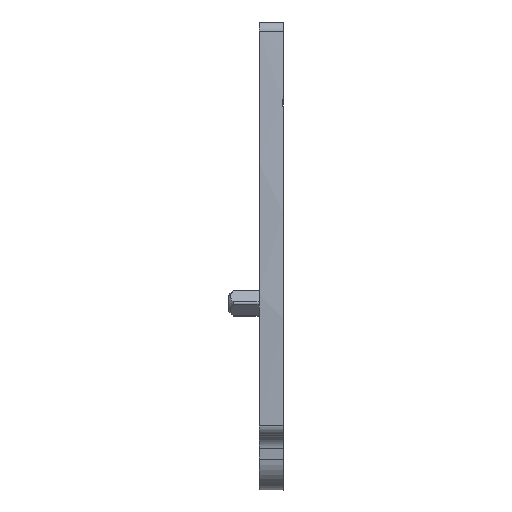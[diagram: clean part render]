
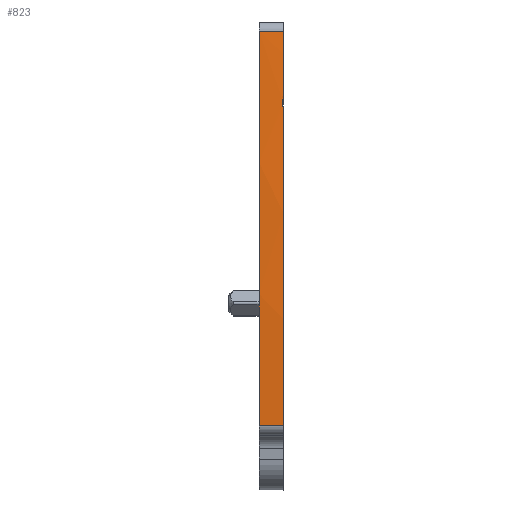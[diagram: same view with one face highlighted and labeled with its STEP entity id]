
A CAD part, front view. The second image highlights one B-rep face of the part: STEP entity #823.
In plain terms, the highlighted cylindrical face has radius 240 mm (diameter 480 mm), a partial arc.
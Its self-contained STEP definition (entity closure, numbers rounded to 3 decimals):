
#502=AXIS2_PLACEMENT_3D('Circle Axis2P3D',#500,#501,$) ;
#771=AXIS2_PLACEMENT_3D('Cylinder Axis2P3D',#768,#769,#770) ;
#775=AXIS2_PLACEMENT_3D('Circle Axis2P3D',#773,#774,$) ;
#789=AXIS2_PLACEMENT_3D('Circle Axis2P3D',#787,#788,$) ;
#803=AXIS2_PLACEMENT_3D('Circle Axis2P3D',#801,#802,$) ;
#497=CARTESIAN_POINT('Vertex',(3.,0.358,6.345)) ;
#500=CARTESIAN_POINT('Axis2P3D Location',(3.,240.,19.45)) ;
#504=CARTESIAN_POINT('Vertex',(3.,1.385,45.192)) ;
#748=CARTESIAN_POINT('Line Origine',(4.2,1.385,45.192)) ;
#752=CARTESIAN_POINT('Vertex',(5.4,1.385,45.192)) ;
#768=CARTESIAN_POINT('Axis2P3D Location',(4.2,240.,19.45)) ;
#773=CARTESIAN_POINT('Axis2P3D Location',(5.4,240.,19.45)) ;
#777=CARTESIAN_POINT('Vertex',(5.4,0.75,38.415)) ;
#780=CARTESIAN_POINT('Line Origine',(4.2,0.358,6.345)) ;
#784=CARTESIAN_POINT('Vertex',(5.4,0.358,6.345)) ;
#787=CARTESIAN_POINT('Axis2P3D Location',(5.4,240.,19.45)) ;
#791=CARTESIAN_POINT('Vertex',(5.4,0.696,37.715)) ;
#794=CARTESIAN_POINT('Line Origine',(4.2,0.696,37.715)) ;
#798=CARTESIAN_POINT('Vertex',(5.3,0.696,37.715)) ;
#801=CARTESIAN_POINT('Axis2P3D Location',(5.3,240.,19.45)) ;
#805=CARTESIAN_POINT('Vertex',(5.3,0.75,38.415)) ;
#808=CARTESIAN_POINT('Line Origine',(4.2,0.75,38.415)) ;
#501=DIRECTION('Axis2P3D Direction',(1.,0.,0.)) ;
#749=DIRECTION('Vector Direction',(1.,0.,0.)) ;
#769=DIRECTION('Axis2P3D Direction',(1.,0.,0.)) ;
#770=DIRECTION('Axis2P3D XDirection',(0.,-0.994,0.107)) ;
#774=DIRECTION('Axis2P3D Direction',(1.,0.,0.)) ;
#781=DIRECTION('Vector Direction',(1.,0.,0.)) ;
#788=DIRECTION('Axis2P3D Direction',(1.,0.,0.)) ;
#795=DIRECTION('Vector Direction',(1.,0.,0.)) ;
#802=DIRECTION('Axis2P3D Direction',(1.,0.,0.)) ;
#809=DIRECTION('Vector Direction',(1.,0.,0.)) ;
#750=VECTOR('Line Direction',#749,1.) ;
#782=VECTOR('Line Direction',#781,1.) ;
#796=VECTOR('Line Direction',#795,1.) ;
#810=VECTOR('Line Direction',#809,1.) ;
#814=ORIENTED_EDGE('',*,*,#779,.F.) ;
#815=ORIENTED_EDGE('',*,*,#754,.F.) ;
#816=ORIENTED_EDGE('',*,*,#506,.T.) ;
#817=ORIENTED_EDGE('',*,*,#786,.T.) ;
#818=ORIENTED_EDGE('',*,*,#793,.F.) ;
#819=ORIENTED_EDGE('',*,*,#800,.F.) ;
#820=ORIENTED_EDGE('',*,*,#807,.F.) ;
#821=ORIENTED_EDGE('',*,*,#812,.T.) ;
#823=ADVANCED_FACE('AEP_AAP21',(#822),#772,.T.) ;
#503=CIRCLE('generated circle',#502,240.) ;
#776=CIRCLE('generated circle',#775,240.) ;
#790=CIRCLE('generated circle',#789,240.) ;
#804=CIRCLE('generated circle',#803,240.) ;
#772=CYLINDRICAL_SURFACE('generated cylinder',#771,240.) ;
#506=EDGE_CURVE('',#505,#498,#503,.T.) ;
#754=EDGE_CURVE('',#505,#753,#751,.T.) ;
#779=EDGE_CURVE('',#753,#778,#776,.T.) ;
#786=EDGE_CURVE('',#498,#785,#783,.T.) ;
#793=EDGE_CURVE('',#792,#785,#790,.T.) ;
#800=EDGE_CURVE('',#799,#792,#797,.T.) ;
#807=EDGE_CURVE('',#806,#799,#804,.T.) ;
#812=EDGE_CURVE('',#806,#778,#811,.T.) ;
#813=EDGE_LOOP('',(#814,#815,#816,#817,#818,#819,#820,#821)) ;
#822=FACE_OUTER_BOUND('',#813,.T.) ;
#751=LINE('Line',#748,#750) ;
#783=LINE('Line',#780,#782) ;
#797=LINE('Line',#794,#796) ;
#811=LINE('Line',#808,#810) ;
#498=VERTEX_POINT('',#497) ;
#505=VERTEX_POINT('',#504) ;
#753=VERTEX_POINT('',#752) ;
#778=VERTEX_POINT('',#777) ;
#785=VERTEX_POINT('',#784) ;
#792=VERTEX_POINT('',#791) ;
#799=VERTEX_POINT('',#798) ;
#806=VERTEX_POINT('',#805) ;
